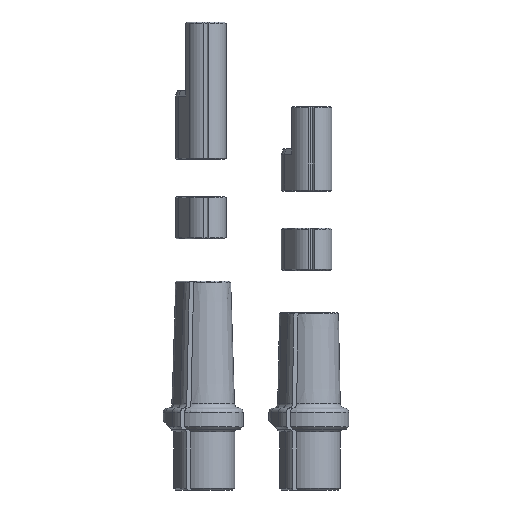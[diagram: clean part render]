
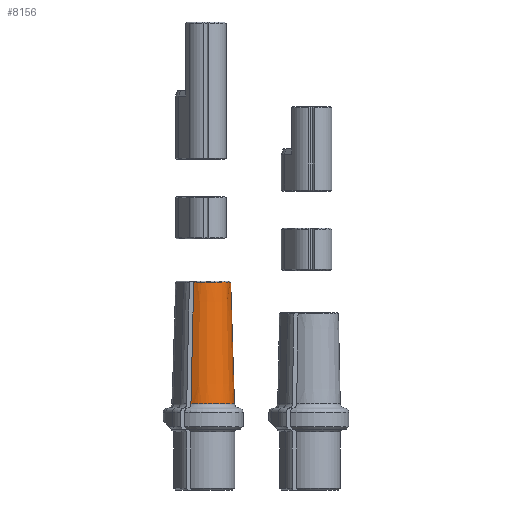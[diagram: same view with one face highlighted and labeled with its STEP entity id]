
A CAD part, left-side view. The second image highlights one B-rep face of the part: STEP entity #8156.
In plain terms, the highlighted conical face has half-angle 1.767 degrees and reference radius 5.4 mm.
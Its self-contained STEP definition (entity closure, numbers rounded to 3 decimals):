
#1517 = PLANE('',#1518);
#1518 = AXIS2_PLACEMENT_3D('',#1519,#1520,#1521);
#1519 = CARTESIAN_POINT('',(-9.889,-13.818,-50.));
#1520 = DIRECTION('',(0.707,0.707,0.));
#1521 = DIRECTION('',(0.,0.,1.));
#2119 = CONICAL_SURFACE('',#2120,4.46,0.801);
#2120 = AXIS2_PLACEMENT_3D('',#2121,#2122,#2123);
#2121 = CARTESIAN_POINT('',(-2.,-20.,39.5));
#2122 = DIRECTION('',(-0.,-0.,-1.));
#2123 = DIRECTION('',(-0.429,0.903,0.));
#4523 = VERTEX_POINT('',#4524);
#4524 = CARTESIAN_POINT('',(-6.558,-17.149,
    16.274));
#4572 = ( BOUNDED_SURFACE() B_SPLINE_SURFACE(2,10,(
    (#4573,#4574,#4575,#4576,#4577,#4578,#4579,#4580,#4581,#4582,#4583)
    ,(#4584,#4585,#4586,#4587,#4588,#4589,#4590,#4591,#4592,#4593,#4594)
    ,(#4595,#4596,#4597,#4598,#4599,#4600,#4601,#4602,#4603,#4604,#4605
)),.UNSPECIFIED.,.F.,.F.,.F.) B_SPLINE_SURFACE_WITH_KNOTS((3,3),(11,11),
  (0.,14.568),(27.878,42.446),
.PIECEWISE_BEZIER_KNOTS.) GEOMETRIC_REPRESENTATION_ITEM() 
RATIONAL_B_SPLINE_SURFACE((
    (1.,1.,1.,1.,1.,1.,1.,1.,1.,1.,1.)
    ,(0.718,0.718,0.718,0.718
      ,0.718,0.718,0.718,0.718
      ,0.718,0.718,0.718)
,(1.,1.,1.,1.,1.,1.,1.,1.,1.,1.,1.
  ))) REPRESENTATION_ITEM('') SURFACE() );
#4573 = CARTESIAN_POINT('',(-4.307,-15.144,
    16.274));
#4574 = CARTESIAN_POINT('',(-5.618,-15.766,
    16.274));
#4575 = CARTESIAN_POINT('',(-6.728,-16.776,
    16.274));
#4576 = CARTESIAN_POINT('',(-7.543,-18.108,
    16.274));
#4577 = CARTESIAN_POINT('',(-7.937,-19.691,
    16.274));
#4578 = CARTESIAN_POINT('',(-7.803,-21.314,
    16.274));
#4579 = CARTESIAN_POINT('',(-7.219,-22.821,
    16.274));
#4580 = CARTESIAN_POINT('',(-6.204,-24.073,
    16.274));
#4581 = CARTESIAN_POINT('',(-4.901,-24.942,
    16.274));
#4582 = CARTESIAN_POINT('',(-3.45,-25.376,
    16.274));
#4583 = CARTESIAN_POINT('',(-2.,-25.376,16.274));
#4584 = CARTESIAN_POINT('',(-4.318,-15.123,15.5));
#4585 = CARTESIAN_POINT('',(-5.634,-15.748,15.5));
#4586 = CARTESIAN_POINT('',(-6.749,-16.761,15.5));
#4587 = CARTESIAN_POINT('',(-7.568,-18.099,15.5));
#4588 = CARTESIAN_POINT('',(-7.963,-19.69,15.5));
#4589 = CARTESIAN_POINT('',(-7.829,-21.32,15.5));
#4590 = CARTESIAN_POINT('',(-7.242,-22.834,15.5));
#4591 = CARTESIAN_POINT('',(-6.223,-24.091,15.5));
#4592 = CARTESIAN_POINT('',(-4.914,-24.963,15.5));
#4593 = CARTESIAN_POINT('',(-3.457,-25.4,15.5));
#4594 = CARTESIAN_POINT('',(-2.,-25.4,15.5));
#4595 = CARTESIAN_POINT('',(-4.682,-14.439,15.5));
#4596 = CARTESIAN_POINT('',(-6.155,-15.148,15.5));
#4597 = CARTESIAN_POINT('',(-7.421,-16.293,15.5));
#4598 = CARTESIAN_POINT('',(-8.359,-17.815,15.5));
#4599 = CARTESIAN_POINT('',(-8.819,-19.627,15.5));
#4600 = CARTESIAN_POINT('',(-8.675,-21.507,15.5));
#4601 = CARTESIAN_POINT('',(-7.993,-23.241,15.5));
#4602 = CARTESIAN_POINT('',(-6.829,-24.678,15.5));
#4603 = CARTESIAN_POINT('',(-5.332,-25.676,15.5));
#4604 = CARTESIAN_POINT('',(-3.666,-26.175,15.5));
#4605 = CARTESIAN_POINT('',(-2.,-26.175,15.5));
#4630 = EDGE_CURVE('',#4631,#4523,#4633,.T.);
#4631 = VERTEX_POINT('',#4632);
#4632 = CARTESIAN_POINT('',(-6.041,-17.666,
    39.3));
#4633 = SURFACE_CURVE('',#4634,(#4639,#4646),.PCURVE_S1.);
#4634 = HYPERBOLA('',#4635,39.133,1.207);
#4635 = AXIS2_PLACEMENT_3D('',#4636,#4637,#4638);
#4636 = CARTESIAN_POINT('',(-2.854,-20.854,
    190.572));
#4637 = DIRECTION('',(0.707,0.707,0.));
#4638 = DIRECTION('',(0.,0.,-1.));
#4639 = PCURVE('',#1517,#4640);
#4640 = DEFINITIONAL_REPRESENTATION('',(#4641),#4645);
#4641 = HYPERBOLA('',#4642,39.133,1.207);
#4642 = AXIS2_PLACEMENT_2D('',#4643,#4644);
#4643 = CARTESIAN_POINT('',(240.572,9.95));
#4644 = DIRECTION('',(-1.,0.));
#4645 = ( GEOMETRIC_REPRESENTATION_CONTEXT(2) 
PARAMETRIC_REPRESENTATION_CONTEXT() REPRESENTATION_CONTEXT('2D SPACE',''
  ) );
#4646 = PCURVE('',#4647,#4652);
#4647 = CONICAL_SURFACE('',#4648,5.4,0.031);
#4648 = AXIS2_PLACEMENT_3D('',#4649,#4650,#4651);
#4649 = CARTESIAN_POINT('',(-2.,-20.,15.51));
#4650 = DIRECTION('',(-0.,-0.,-1.));
#4651 = DIRECTION('',(-0.429,0.903,0.));
#4652 = DEFINITIONAL_REPRESENTATION('',(#4653),#4660);
#4653 = B_SPLINE_CURVE_WITH_KNOTS('',5,(#4654,#4655,#4656,#4657,#4658,
    #4659),.UNSPECIFIED.,.F.,.F.,(6,6),(2.028,2.174),
  .PIECEWISE_BEZIER_KNOTS.);
#4654 = CARTESIAN_POINT('',(-0.604,-23.79));
#4655 = CARTESIAN_POINT('',(-0.596,-19.523));
#4656 = CARTESIAN_POINT('',(-0.589,-15.095));
#4657 = CARTESIAN_POINT('',(-0.582,-10.498));
#4658 = CARTESIAN_POINT('',(-0.575,-5.724));
#4659 = CARTESIAN_POINT('',(-0.568,-0.764));
#4660 = ( GEOMETRIC_REPRESENTATION_CONTEXT(2) 
PARAMETRIC_REPRESENTATION_CONTEXT() REPRESENTATION_CONTEXT('2D SPACE',''
  ) );
#5603 = VERTEX_POINT('',#5604);
#5604 = CARTESIAN_POINT('',(-2.,-24.666,39.3));
#5641 = PLANE('',#5642);
#5642 = AXIS2_PLACEMENT_3D('',#5643,#5644,#5645);
#5643 = CARTESIAN_POINT('',(-2.,-25.03,27.505));
#5644 = DIRECTION('',(0.,1.,
    -0.031));
#5645 = DIRECTION('',(-1.,0.,0.));
#5659 = EDGE_CURVE('',#4631,#5603,#5660,.T.);
#5660 = SURFACE_CURVE('',#5661,(#5666,#5673),.PCURVE_S1.);
#5661 = CIRCLE('',#5662,4.666);
#5662 = AXIS2_PLACEMENT_3D('',#5663,#5664,#5665);
#5663 = CARTESIAN_POINT('',(-2.,-20.,39.3));
#5664 = DIRECTION('',(0.,0.,1.));
#5665 = DIRECTION('',(-0.429,0.903,0.));
#5666 = PCURVE('',#2119,#5667);
#5667 = DEFINITIONAL_REPRESENTATION('',(#5668),#5672);
#5668 = LINE('',#5669,#5670);
#5669 = CARTESIAN_POINT('',(-0.,0.2));
#5670 = VECTOR('',#5671,1.);
#5671 = DIRECTION('',(-1.,0.));
#5672 = ( GEOMETRIC_REPRESENTATION_CONTEXT(2) 
PARAMETRIC_REPRESENTATION_CONTEXT() REPRESENTATION_CONTEXT('2D SPACE',''
  ) );
#5673 = PCURVE('',#4647,#5674);
#5674 = DEFINITIONAL_REPRESENTATION('',(#5675),#5679);
#5675 = LINE('',#5676,#5677);
#5676 = CARTESIAN_POINT('',(-0.,-23.79));
#5677 = VECTOR('',#5678,1.);
#5678 = DIRECTION('',(-1.,-0.));
#5679 = ( GEOMETRIC_REPRESENTATION_CONTEXT(2) 
PARAMETRIC_REPRESENTATION_CONTEXT() REPRESENTATION_CONTEXT('2D SPACE',''
  ) );
#8156 = ADVANCED_FACE('',(#8157),#4647,.T.);
#8157 = FACE_BOUND('',#8158,.T.);
#8158 = EDGE_LOOP('',(#8159,#8160,#8204,#8225));
#8159 = ORIENTED_EDGE('',*,*,#4630,.T.);
#8160 = ORIENTED_EDGE('',*,*,#8161,.T.);
#8161 = EDGE_CURVE('',#4523,#8162,#8164,.T.);
#8162 = VERTEX_POINT('',#8163);
#8163 = CARTESIAN_POINT('',(-2.,-25.376,16.274));
#8164 = SURFACE_CURVE('',#8165,(#8177,#8197),.PCURVE_S1.);
#8165 = ( BOUNDED_CURVE() B_SPLINE_CURVE(10,(#8166,#8167,#8168,#8169,
    #8170,#8171,#8172,#8173,#8174,#8175,#8176),.UNSPECIFIED.,.F.,.F.) 
B_SPLINE_CURVE_WITH_KNOTS((11,11),(27.878,42.446),
.PIECEWISE_BEZIER_KNOTS.) CURVE() GEOMETRIC_REPRESENTATION_ITEM() 
RATIONAL_B_SPLINE_CURVE((1.,1.,1.,1.,1.,1.,1.,1.,1.,1.,1.)) 
REPRESENTATION_ITEM('') );
#8166 = CARTESIAN_POINT('',(-4.307,-15.144,
    16.274));
#8167 = CARTESIAN_POINT('',(-5.618,-15.766,
    16.274));
#8168 = CARTESIAN_POINT('',(-6.728,-16.776,
    16.274));
#8169 = CARTESIAN_POINT('',(-7.543,-18.108,
    16.274));
#8170 = CARTESIAN_POINT('',(-7.937,-19.691,
    16.274));
#8171 = CARTESIAN_POINT('',(-7.803,-21.314,
    16.274));
#8172 = CARTESIAN_POINT('',(-7.219,-22.821,
    16.274));
#8173 = CARTESIAN_POINT('',(-6.204,-24.073,
    16.274));
#8174 = CARTESIAN_POINT('',(-4.901,-24.942,
    16.274));
#8175 = CARTESIAN_POINT('',(-3.45,-25.376,
    16.274));
#8176 = CARTESIAN_POINT('',(-2.,-25.376,16.274));
#8177 = PCURVE('',#4647,#8178);
#8178 = DEFINITIONAL_REPRESENTATION('',(#8179),#8196);
#8179 = B_SPLINE_CURVE_WITH_KNOTS('',8,(#8180,#8181,#8182,#8183,#8184,
    #8185,#8186,#8187,#8188,#8189,#8190,#8191,#8192,#8193,#8194,#8195),
  .UNSPECIFIED.,.F.,.F.,(9,7,9),(27.878,35.162,
    42.446),.UNSPECIFIED.);
#8180 = CARTESIAN_POINT('',(0.,-0.764));
#8181 = CARTESIAN_POINT('',(-0.169,-0.764));
#8182 = CARTESIAN_POINT('',(-0.336,-0.764));
#8183 = CARTESIAN_POINT('',(-0.504,-0.764));
#8184 = CARTESIAN_POINT('',(-0.673,-0.764));
#8185 = CARTESIAN_POINT('',(-0.842,-0.764));
#8186 = CARTESIAN_POINT('',(-1.011,-0.764));
#8187 = CARTESIAN_POINT('',(-1.18,-0.764));
#8188 = CARTESIAN_POINT('',(-1.518,-0.764));
#8189 = CARTESIAN_POINT('',(-1.686,-0.764));
#8190 = CARTESIAN_POINT('',(-1.855,-0.764));
#8191 = CARTESIAN_POINT('',(-2.024,-0.764));
#8192 = CARTESIAN_POINT('',(-2.192,-0.764));
#8193 = CARTESIAN_POINT('',(-2.361,-0.764));
#8194 = CARTESIAN_POINT('',(-2.53,-0.764));
#8195 = CARTESIAN_POINT('',(-2.698,-0.764));
#8196 = ( GEOMETRIC_REPRESENTATION_CONTEXT(2) 
PARAMETRIC_REPRESENTATION_CONTEXT() REPRESENTATION_CONTEXT('2D SPACE',''
  ) );
#8197 = PCURVE('',#4572,#8198);
#8198 = DEFINITIONAL_REPRESENTATION('',(#8199),#8203);
#8199 = LINE('',#8200,#8201);
#8200 = CARTESIAN_POINT('',(0.,0.));
#8201 = VECTOR('',#8202,1.);
#8202 = DIRECTION('',(0.,1.));
#8203 = ( GEOMETRIC_REPRESENTATION_CONTEXT(2) 
PARAMETRIC_REPRESENTATION_CONTEXT() REPRESENTATION_CONTEXT('2D SPACE',''
  ) );
#8204 = ORIENTED_EDGE('',*,*,#8205,.T.);
#8205 = EDGE_CURVE('',#8162,#5603,#8206,.T.);
#8206 = SURFACE_CURVE('',#8207,(#8211,#8218),.PCURVE_S1.);
#8207 = LINE('',#8208,#8209);
#8208 = CARTESIAN_POINT('',(-2.,-25.03,27.505));
#8209 = VECTOR('',#8210,1.);
#8210 = DIRECTION('',(-0.,0.031,1.));
#8211 = PCURVE('',#4647,#8212);
#8212 = DEFINITIONAL_REPRESENTATION('',(#8213),#8217);
#8213 = LINE('',#8214,#8215);
#8214 = CARTESIAN_POINT('',(-2.698,-11.995));
#8215 = VECTOR('',#8216,1.);
#8216 = DIRECTION('',(-0.,-1.));
#8217 = ( GEOMETRIC_REPRESENTATION_CONTEXT(2) 
PARAMETRIC_REPRESENTATION_CONTEXT() REPRESENTATION_CONTEXT('2D SPACE',''
  ) );
#8218 = PCURVE('',#5641,#8219);
#8219 = DEFINITIONAL_REPRESENTATION('',(#8220),#8224);
#8220 = LINE('',#8221,#8222);
#8221 = CARTESIAN_POINT('',(0.,-0.));
#8222 = VECTOR('',#8223,1.);
#8223 = DIRECTION('',(-0.,1.));
#8224 = ( GEOMETRIC_REPRESENTATION_CONTEXT(2) 
PARAMETRIC_REPRESENTATION_CONTEXT() REPRESENTATION_CONTEXT('2D SPACE',''
  ) );
#8225 = ORIENTED_EDGE('',*,*,#5659,.F.);
